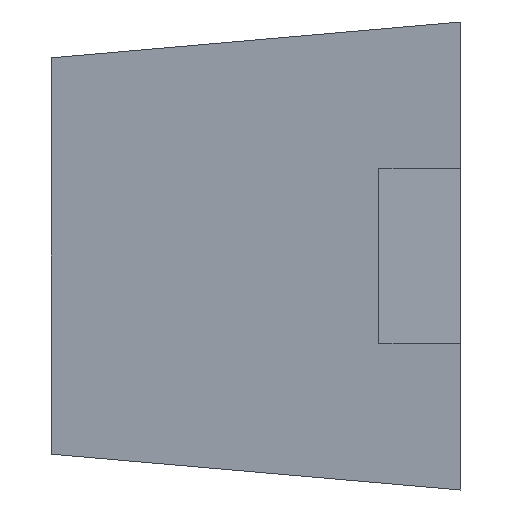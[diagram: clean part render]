
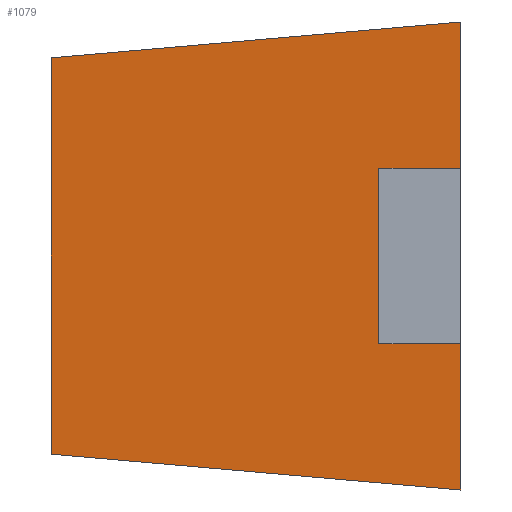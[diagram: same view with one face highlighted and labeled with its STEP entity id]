
A CAD part, left-side view. The second image highlights one B-rep face of the part: STEP entity #1079.
In plain terms, the highlighted planar face has unit normal (-0.996, 0.087, 0).
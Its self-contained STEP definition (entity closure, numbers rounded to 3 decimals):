
#16 = ORIENTED_EDGE ( 'NONE', *, *, #427, .T. ) ;
#18 = VECTOR ( 'NONE', #530, 1000. ) ;
#53 = VECTOR ( 'NONE', #725, 1000. ) ;
#70 = DIRECTION ( 'NONE',  ( 0.087, 0.996, 0. ) ) ;
#77 = LINE ( 'NONE', #888, #867 ) ;
#87 = EDGE_CURVE ( 'NONE', #563, #920, #139, .T. ) ;
#93 = VECTOR ( 'NONE', #94, 1000. ) ;
#94 = DIRECTION ( 'NONE',  ( 0.087, 0.996, 0. ) ) ;
#102 = CARTESIAN_POINT ( 'NONE',  ( -0.539, 0.7, -0.339 ) ) ;
#108 = CARTESIAN_POINT ( 'NONE',  ( -0.6, 0., 0.4 ) ) ;
#136 = ORIENTED_EDGE ( 'NONE', *, *, #87, .T. ) ;
#139 = LINE ( 'NONE', #102, #18 ) ;
#150 = ORIENTED_EDGE ( 'NONE', *, *, #872, .T. ) ;
#156 = CARTESIAN_POINT ( 'NONE',  ( -0.6, 0., -0.4 ) ) ;
#172 = LINE ( 'NONE', #325, #615 ) ;
#174 = CARTESIAN_POINT ( 'NONE',  ( -0.6, 0., 0.15 ) ) ;
#185 = VERTEX_POINT ( 'NONE', #108 ) ;
#194 = EDGE_CURVE ( 'NONE', #288, #920, #77, .T. ) ;
#198 = EDGE_LOOP ( 'NONE', ( #150, #136, #523, #483, #1061, #524, #418, #16 ) ) ;
#222 = CARTESIAN_POINT ( 'NONE',  ( -0.588, 0.14, 0.4 ) ) ;
#237 = DIRECTION ( 'NONE',  ( 0.087, 0.992, -0.087 ) ) ;
#263 = VERTEX_POINT ( 'NONE', #1085 ) ;
#268 = FACE_OUTER_BOUND ( 'NONE', #198, .T. ) ;
#288 = VERTEX_POINT ( 'NONE', #1087 ) ;
#296 = LINE ( 'NONE', #996, #420 ) ;
#311 = LINE ( 'NONE', #174, #93 ) ;
#325 = CARTESIAN_POINT ( 'NONE',  ( -0.6, 0., -0.15 ) ) ;
#335 = DIRECTION ( 'NONE',  ( 0.087, 0.996, 0. ) ) ;
#386 = LINE ( 'NONE', #222, #53 ) ;
#393 = VERTEX_POINT ( 'NONE', #909 ) ;
#418 = ORIENTED_EDGE ( 'NONE', *, *, #741, .F. ) ;
#420 = VECTOR ( 'NONE', #237, 1000. ) ;
#427 = EDGE_CURVE ( 'NONE', #185, #263, #296, .T. ) ;
#464 = DIRECTION ( 'NONE',  ( 0., 0., -1. ) ) ;
#465 = LINE ( 'NONE', #633, #883 ) ;
#483 = ORIENTED_EDGE ( 'NONE', *, *, #491, .T. ) ;
#491 = EDGE_CURVE ( 'NONE', #288, #891, #172, .T. ) ;
#523 = ORIENTED_EDGE ( 'NONE', *, *, #194, .F. ) ;
#524 = ORIENTED_EDGE ( 'NONE', *, *, #629, .F. ) ;
#530 = DIRECTION ( 'NONE',  ( -0.087, -0.992, -0.087 ) ) ;
#563 = VERTEX_POINT ( 'NONE', #958 ) ;
#598 = PLANE ( 'NONE',  #642 ) ;
#615 = VECTOR ( 'NONE', #70, 1000. ) ;
#629 = EDGE_CURVE ( 'NONE', #829, #393, #311, .T. ) ;
#630 = CARTESIAN_POINT ( 'NONE',  ( -0.6, 0., 0.4 ) ) ;
#633 = CARTESIAN_POINT ( 'NONE',  ( -0.539, 0.7, 0.4 ) ) ;
#642 = AXIS2_PLACEMENT_3D ( 'NONE', #929, #934, #335 ) ;
#725 = DIRECTION ( 'NONE',  ( 0., 0., 1. ) ) ;
#731 = DIRECTION ( 'NONE',  ( 0., 0., -1. ) ) ;
#741 = EDGE_CURVE ( 'NONE', #185, #829, #881, .T. ) ;
#786 = EDGE_CURVE ( 'NONE', #891, #393, #386, .T. ) ;
#829 = VERTEX_POINT ( 'NONE', #916 ) ;
#867 = VECTOR ( 'NONE', #464, 1000. ) ;
#872 = EDGE_CURVE ( 'NONE', #263, #563, #465, .T. ) ;
#881 = LINE ( 'NONE', #630, #1067 ) ;
#883 = VECTOR ( 'NONE', #731, 1000. ) ;
#888 = CARTESIAN_POINT ( 'NONE',  ( -0.6, 0., 0.4 ) ) ;
#891 = VERTEX_POINT ( 'NONE', #1092 ) ;
#909 = CARTESIAN_POINT ( 'NONE',  ( -0.588, 0.14, 0.15 ) ) ;
#916 = CARTESIAN_POINT ( 'NONE',  ( -0.6, 0., 0.15 ) ) ;
#920 = VERTEX_POINT ( 'NONE', #156 ) ;
#929 = CARTESIAN_POINT ( 'NONE',  ( -0.6, 0., 0.4 ) ) ;
#934 = DIRECTION ( 'NONE',  ( 0.996, -0.087, 0. ) ) ;
#958 = CARTESIAN_POINT ( 'NONE',  ( -0.539, 0.7, -0.339 ) ) ;
#967 = DIRECTION ( 'NONE',  ( 0., 0., -1. ) ) ;
#996 = CARTESIAN_POINT ( 'NONE',  ( -0.595, 0.052, 0.395 ) ) ;
#1061 = ORIENTED_EDGE ( 'NONE', *, *, #786, .T. ) ;
#1067 = VECTOR ( 'NONE', #967, 1000. ) ;
#1079 = ADVANCED_FACE ( 'NONE', ( #268 ), #598, .F. ) ;
#1085 = CARTESIAN_POINT ( 'NONE',  ( -0.539, 0.7, 0.339 ) ) ;
#1087 = CARTESIAN_POINT ( 'NONE',  ( -0.6, 0., -0.15 ) ) ;
#1092 = CARTESIAN_POINT ( 'NONE',  ( -0.588, 0.14, -0.15 ) ) ;
